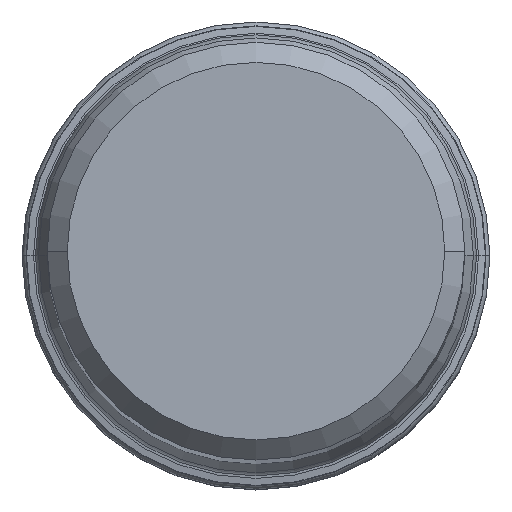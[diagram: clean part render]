
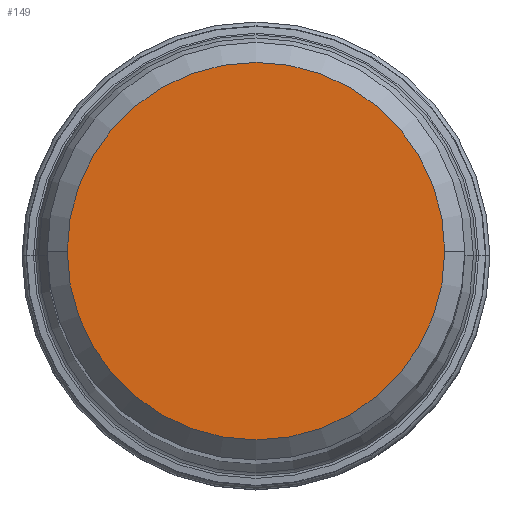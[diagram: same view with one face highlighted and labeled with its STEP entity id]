
A CAD part, top view. The second image highlights one B-rep face of the part: STEP entity #149.
In plain terms, the highlighted planar face has unit normal (0, 0, 1).
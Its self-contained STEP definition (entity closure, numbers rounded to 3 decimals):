
#30=PLANE('',#1102);
#149=ADVANCED_FACE('',(#218),#30,.F.);
#218=FACE_OUTER_BOUND('',#274,.T.);
#274=EDGE_LOOP('',(#467,#468,#469,#470));
#467=ORIENTED_EDGE('',*,*,#681,.F.);
#468=ORIENTED_EDGE('',*,*,#680,.F.);
#469=ORIENTED_EDGE('',*,*,#682,.F.);
#470=ORIENTED_EDGE('',*,*,#683,.F.);
#571=VERTEX_POINT('',#2279);
#572=VERTEX_POINT('',#2281);
#573=VERTEX_POINT('',#2283);
#574=VERTEX_POINT('',#2287);
#680=EDGE_CURVE('',#572,#573,#811,.T.);
#681=EDGE_CURVE('',#573,#571,#812,.T.);
#682=EDGE_CURVE('',#574,#572,#813,.T.);
#683=EDGE_CURVE('',#571,#574,#814,.T.);
#811=CIRCLE('',#1097,11.3);
#812=CIRCLE('',#1098,11.3);
#813=CIRCLE('',#1100,11.3);
#814=CIRCLE('',#1101,11.3);
#1097=AXIS2_PLACEMENT_3D('',#2282,#1365,#1366);
#1098=AXIS2_PLACEMENT_3D('',#2284,#1367,#1368);
#1100=AXIS2_PLACEMENT_3D('',#2286,#1371,#1372);
#1101=AXIS2_PLACEMENT_3D('',#2288,#1373,#1374);
#1102=AXIS2_PLACEMENT_3D('',#2289,#1375,#1376);
#1365=DIRECTION('',(0.,0.,-1.));
#1366=DIRECTION('',(-1.,0.,0.));
#1367=DIRECTION('',(0.,0.,-1.));
#1368=DIRECTION('',(0.,1.,0.));
#1371=DIRECTION('',(0.,0.,-1.));
#1372=DIRECTION('',(0.,-1.,0.));
#1373=DIRECTION('',(0.,0.,-1.));
#1374=DIRECTION('',(1.,0.,0.));
#1375=DIRECTION('',(0.,0.,-1.));
#1376=DIRECTION('',(-1.,0.,0.));
#2279=CARTESIAN_POINT('',(11.3,0.,0.));
#2281=CARTESIAN_POINT('',(-11.3,0.,0.));
#2282=CARTESIAN_POINT('',(0.,0.,0.));
#2283=CARTESIAN_POINT('',(0.,11.3,0.));
#2284=CARTESIAN_POINT('',(0.,0.,0.));
#2286=CARTESIAN_POINT('',(0.,0.,0.));
#2287=CARTESIAN_POINT('',(0.,-11.3,0.));
#2288=CARTESIAN_POINT('',(0.,0.,0.));
#2289=CARTESIAN_POINT('',(0.,0.,0.));
